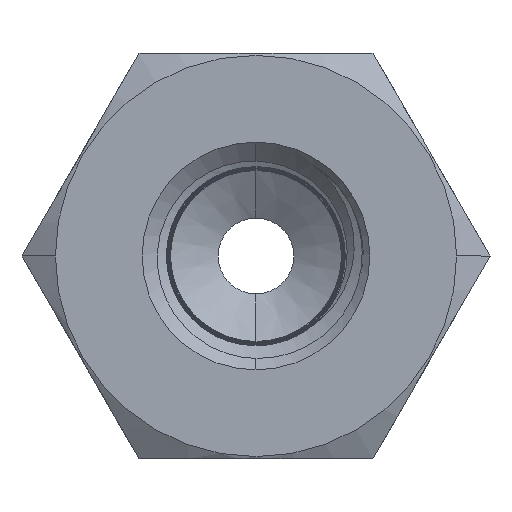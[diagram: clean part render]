
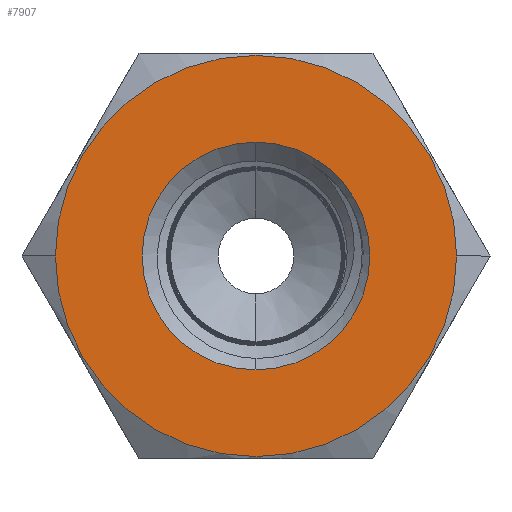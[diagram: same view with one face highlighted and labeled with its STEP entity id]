
A CAD part, left-side view. The second image highlights one B-rep face of the part: STEP entity #7907.
In plain terms, the highlighted planar face has unit normal (-1, 0, 0).
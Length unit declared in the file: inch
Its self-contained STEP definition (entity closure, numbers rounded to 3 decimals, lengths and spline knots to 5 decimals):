
#262 = DIRECTION ( 'NONE',  ( 0., 1., 0. ) ) ;
#629 = AXIS2_PLACEMENT_3D ( 'NONE', #2101, #2003, #2149 ) ;
#724 = CARTESIAN_POINT ( 'NONE',  ( -1.31, 0., -0.281 ) ) ;
#1315 = EDGE_CURVE ( 'NONE', #6158, #14020, #11660, .T. ) ;
#1748 = EDGE_CURVE ( 'NONE', #14020, #6158, #3994, .T. ) ;
#1862 = EDGE_CURVE ( 'NONE', #7015, #10219, #10661, .T. ) ;
#2003 = DIRECTION ( 'NONE',  ( -1., 0., 0. ) ) ;
#2101 = CARTESIAN_POINT ( 'NONE',  ( -1.31, 0., 0. ) ) ;
#2149 = DIRECTION ( 'NONE',  ( 0., -1., 0. ) ) ;
#2492 = AXIS2_PLACEMENT_3D ( 'NONE', #9157, #11447, #262 ) ;
#2584 = EDGE_LOOP ( 'NONE', ( #8642, #14405 ) ) ;
#2608 = DIRECTION ( 'NONE',  ( -1., 0., 0. ) ) ;
#3491 = CARTESIAN_POINT ( 'NONE',  ( -1.31, 0., 0. ) ) ;
#3791 = CARTESIAN_POINT ( 'NONE',  ( -1.31, 0., 0.281 ) ) ;
#3994 = CIRCLE ( 'NONE', #629, 0.495 ) ;
#4969 = FACE_OUTER_BOUND ( 'NONE', #2584, .T. ) ;
#5295 = CIRCLE ( 'NONE', #12430, 0.281 ) ;
#5330 = FACE_BOUND ( 'NONE', #7564, .T. ) ;
#6158 = VERTEX_POINT ( 'NONE', #9840 ) ;
#6358 = ORIENTED_EDGE ( 'NONE', *, *, #1862, .F. ) ;
#7015 = VERTEX_POINT ( 'NONE', #3791 ) ;
#7564 = EDGE_LOOP ( 'NONE', ( #6358, #10753 ) ) ;
#7887 = DIRECTION ( 'NONE',  ( 0., 0., 1. ) ) ;
#7907 = ADVANCED_FACE ( 'NONE', ( #4969, #5330 ), #13601, .F. ) ;
#8295 = CARTESIAN_POINT ( 'NONE',  ( -1.31, 0., 0. ) ) ;
#8642 = ORIENTED_EDGE ( 'NONE', *, *, #1315, .T. ) ;
#9101 = AXIS2_PLACEMENT_3D ( 'NONE', #3491, #11242, #7887 ) ;
#9157 = CARTESIAN_POINT ( 'NONE',  ( -1.31, 0.495, 0. ) ) ;
#9402 = DIRECTION ( 'NONE',  ( 0., -1., 0. ) ) ;
#9651 = DIRECTION ( 'NONE',  ( 0., 0., 1. ) ) ;
#9840 = CARTESIAN_POINT ( 'NONE',  ( -1.31, 0.495, 0. ) ) ;
#10219 = VERTEX_POINT ( 'NONE', #724 ) ;
#10661 = CIRCLE ( 'NONE', #9101, 0.281 ) ;
#10753 = ORIENTED_EDGE ( 'NONE', *, *, #13543, .F. ) ;
#11242 = DIRECTION ( 'NONE',  ( -1., 0., 0. ) ) ;
#11447 = DIRECTION ( 'NONE',  ( 1., 0., 0. ) ) ;
#11660 = CIRCLE ( 'NONE', #11811, 0.495 ) ;
#11811 = AXIS2_PLACEMENT_3D ( 'NONE', #8295, #2608, #9402 ) ;
#12059 = CARTESIAN_POINT ( 'NONE',  ( -1.31, 0., 0. ) ) ;
#12155 = CARTESIAN_POINT ( 'NONE',  ( -1.31, -0.495, 0. ) ) ;
#12430 = AXIS2_PLACEMENT_3D ( 'NONE', #12059, #13161, #9651 ) ;
#13161 = DIRECTION ( 'NONE',  ( -1., 0., 0. ) ) ;
#13543 = EDGE_CURVE ( 'NONE', #10219, #7015, #5295, .T. ) ;
#13601 = PLANE ( 'NONE',  #2492 ) ;
#14020 = VERTEX_POINT ( 'NONE', #12155 ) ;
#14405 = ORIENTED_EDGE ( 'NONE', *, *, #1748, .T. ) ;
